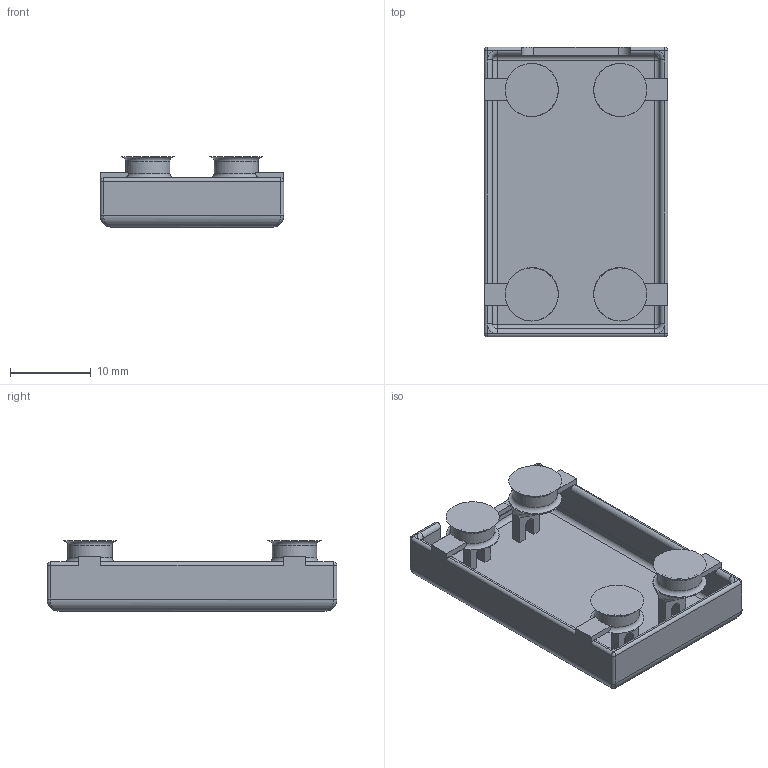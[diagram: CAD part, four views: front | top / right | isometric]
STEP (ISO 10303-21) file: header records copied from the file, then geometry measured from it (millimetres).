
FILE_DESCRIPTION(/* description */ ('STEP AP242','CAx-IF Rec.Pracs.---Representation and Presentation of Product Manufacturing Information (PMI)---4.0---2014-10-13','CAx-IF Rec.Pracs.---3D Tessellated Geometry---0.4---2014-09-14','2;1'),/* implementation_level */ '2;1');
FILE_NAME(/* name */ '67d35c2d3d8b0e11678a3135',/* time_stamp */ '2025-03-13T22:29:02Z',/* author */ (''),/* organization */ (''),/* preprocessor_version */ 'ST-DEVELOPER v20',/* originating_system */ 'ONSHAPE BY PTC INC, 1.195',/* authorisation */ ' ');
FILE_SCHEMA (('AP242_MANAGED_MODEL_BASED_3D_ENGINEERING_MIM_LF { 1 0 10303 442 1 1 4 }'));
Length unit declared in the file: metre
Products named in the file (9): cs 4; case; case support 1; cs 2; cs 3; cs 5; cs 7; cs 8; cs 6
Bounding box: 22.8 x 36 x 8.76 mm (x, y, z)
Volume: 1698 mm3; surface area: 3717.1 mm2
Topology: 9 solids, 9 shells, 199 faces, 490 edges, 298 vertices
Faces by surface type: plane 89, cylinder 50, bspline 36, sphere 12, torus 12
Full cylindrical faces by diameter (mm): 5.5 x4
Entity records: 6380 total; most frequent: CARTESIAN_POINT 1627, ORIENTED_EDGE 934, DIRECTION 915, EDGE_CURVE 467, LINE 323, VECTOR 323, AXIS2_PLACEMENT_3D 296, VERTEX_POINT 294
